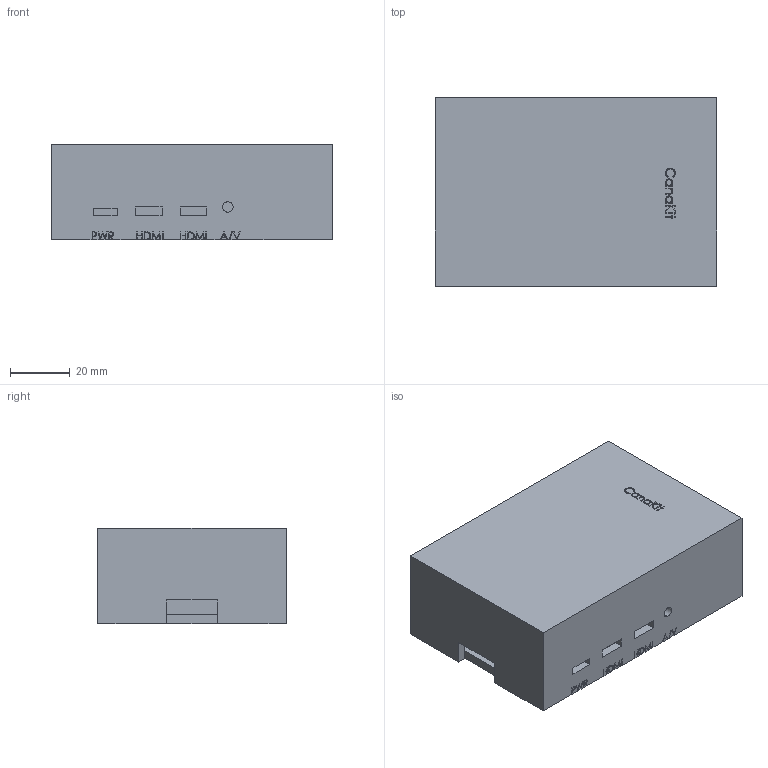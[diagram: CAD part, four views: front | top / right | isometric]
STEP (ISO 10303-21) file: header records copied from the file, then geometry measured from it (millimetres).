
FILE_DESCRIPTION (( 'STEP AP214' ), '1' );
FILE_NAME ('RPI4.STEP', '2020-04-12T01:25:29', ( '' ), ( '' ), 'SwSTEP 2.0', 'SolidWorks 2012', '' );
FILE_SCHEMA (( 'AUTOMOTIVE_DESIGN' ));
Length unit declared in the file: millimetre
Products named in the file (1): RPI4
Bounding box: 94 x 63 x 32 mm (x, y, z)
Volume: 51116.5 mm3; surface area: 38890.3 mm2
Topology: 1 solids, 1 shells, 325 faces, 923 edges, 614 vertices
Faces by surface type: plane 263, bspline 60, cylinder 2
Entity records: 13712 total; most frequent: CARTESIAN_POINT 5491, ORIENTED_EDGE 1846, DIRECTION 1339, EDGE_CURVE 923, LINE 799, VECTOR 799, VERTEX_POINT 614, EDGE_LOOP 371
